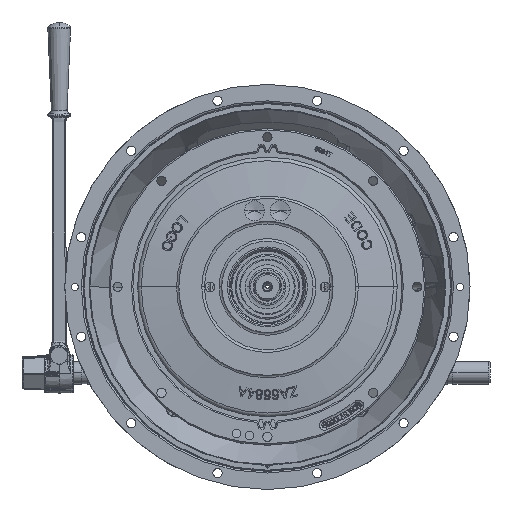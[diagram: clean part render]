
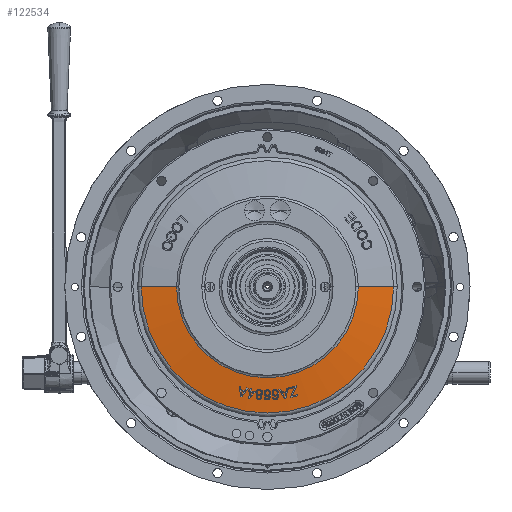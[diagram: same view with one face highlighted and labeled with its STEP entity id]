
A CAD part, top view. The second image highlights one B-rep face of the part: STEP entity #122534.
In plain terms, the highlighted conical face has half-angle 82.396 degrees and reference radius 144.463 mm.
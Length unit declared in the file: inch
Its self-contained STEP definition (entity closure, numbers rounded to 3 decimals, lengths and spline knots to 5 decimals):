
#16593 = AXIS2_PLACEMENT_3D ( 'NONE', #117314, #117299, #117298 ) ;
#16701 = AXIS2_PLACEMENT_3D ( 'NONE', #117068, #117062, #117061 ) ;
#19157 = CONICAL_SURFACE ( 'NONE', #70657, 5.6875, 1.438 ) ;
#19171 = FACE_OUTER_BOUND ( 'NONE', #102429, .T. ) ;
#38835 = CARTESIAN_POINT ( 'NONE',  ( 5.52695, 0., -0.31 ) ) ;
#39037 = CARTESIAN_POINT ( 'NONE',  ( 3.98047, 0., -0.10354 ) ) ;
#39121 = CARTESIAN_POINT ( 'NONE',  ( -5.52695, 0., -0.31 ) ) ;
#39172 = CARTESIAN_POINT ( 'NONE',  ( -3.98047, 0., -0.10354 ) ) ;
#41338 = EDGE_CURVE ( 'NONE', #136810, #136623, #114951, .T. ) ;
#41466 = EDGE_CURVE ( 'NONE', #136810, #136743, #114794, .T. ) ;
#41485 = EDGE_CURVE ( 'NONE', #136623, #136421, #114757, .T. ) ;
#41508 = EDGE_CURVE ( 'NONE', #136743, #136421, #114707, .T. ) ;
#70657 = AXIS2_PLACEMENT_3D ( 'NONE', #88588, #88629, #88662 ) ;
#88588 = CARTESIAN_POINT ( 'NONE',  ( 0., 0., -0.33143 ) ) ;
#88629 = DIRECTION ( 'NONE',  ( 0., 0., -1. ) ) ;
#88662 = DIRECTION ( 'NONE',  ( 1., 0., 0. ) ) ;
#102429 = EDGE_LOOP ( 'NONE', ( #103923, #103852, #104920, #104915 ) ) ;
#103852 = ORIENTED_EDGE ( 'NONE', *, *, #41466, .T. ) ;
#103923 = ORIENTED_EDGE ( 'NONE', *, *, #41338, .F. ) ;
#104915 = ORIENTED_EDGE ( 'NONE', *, *, #41485, .F. ) ;
#104920 = ORIENTED_EDGE ( 'NONE', *, *, #41508, .T. ) ;
#114707 = CIRCLE ( 'NONE', #16701, 5.52695 ) ;
#114746 = VECTOR ( 'NONE', #117092, 39.37008 ) ;
#114757 = LINE ( 'NONE', #117093, #114746 ) ;
#114771 = VECTOR ( 'NONE', #117123, 39.37008 ) ;
#114794 = LINE ( 'NONE', #117124, #114771 ) ;
#114951 = CIRCLE ( 'NONE', #16593, 3.98047 ) ;
#117061 = DIRECTION ( 'NONE',  ( -1., 0., 0. ) ) ;
#117062 = DIRECTION ( 'NONE',  ( 0., 0., 1. ) ) ;
#117068 = CARTESIAN_POINT ( 'NONE',  ( 0., 0., -0.31 ) ) ;
#117092 = DIRECTION ( 'NONE',  ( 0.991, 0., -0.132 ) ) ;
#117093 = CARTESIAN_POINT ( 'NONE',  ( 5.6875, 0., -0.33143 ) ) ;
#117123 = DIRECTION ( 'NONE',  ( -0.991, 0., -0.132 ) ) ;
#117124 = CARTESIAN_POINT ( 'NONE',  ( -5.6875, 0., -0.33143 ) ) ;
#117298 = DIRECTION ( 'NONE',  ( -1., 0., 0. ) ) ;
#117299 = DIRECTION ( 'NONE',  ( 0., 0., 1. ) ) ;
#117314 = CARTESIAN_POINT ( 'NONE',  ( 0., 0., -0.10354 ) ) ;
#122534 = ADVANCED_FACE ( 'NONE', ( #19171 ), #19157, .T. ) ;
#136421 = VERTEX_POINT ( 'NONE', #38835 ) ;
#136623 = VERTEX_POINT ( 'NONE', #39037 ) ;
#136743 = VERTEX_POINT ( 'NONE', #39121 ) ;
#136810 = VERTEX_POINT ( 'NONE', #39172 ) ;
